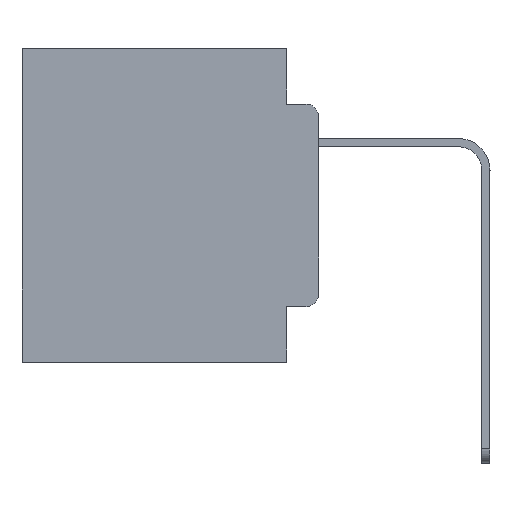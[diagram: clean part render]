
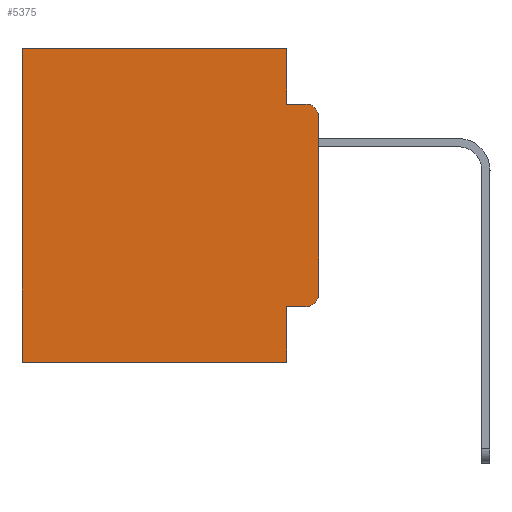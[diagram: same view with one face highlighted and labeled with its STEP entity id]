
A CAD part, left-side view. The second image highlights one B-rep face of the part: STEP entity #5375.
In plain terms, the highlighted planar face has unit normal (-1, 0, 0).
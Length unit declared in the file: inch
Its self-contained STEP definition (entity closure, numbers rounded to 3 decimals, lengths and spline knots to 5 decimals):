
#388 = ORIENTED_EDGE ( 'NONE', *, *, #21012, .F. ) ;
#700 = CARTESIAN_POINT ( 'NONE',  ( 0.298, 0.051, 0. ) ) ;
#750 = VECTOR ( 'NONE', #4277, 39.37008 ) ;
#829 = VECTOR ( 'NONE', #3965, 39.37008 ) ;
#964 = CARTESIAN_POINT ( 'NONE',  ( 0.298, 0.02, -0.0885 ) ) ;
#1312 = VERTEX_POINT ( 'NONE', #6747 ) ;
#1444 = CARTESIAN_POINT ( 'NONE',  ( 0.298, 0.051, -0.5 ) ) ;
#1493 = CARTESIAN_POINT ( 'NONE',  ( 0.298, 0., 0. ) ) ;
#1666 = CARTESIAN_POINT ( 'NONE',  ( 0.298, 0., -0.5 ) ) ;
#2502 = DIRECTION ( 'NONE',  ( -1., 0., 0. ) ) ;
#2566 = EDGE_CURVE ( 'NONE', #24840, #9250, #19346, .T. ) ;
#2869 = ORIENTED_EDGE ( 'NONE', *, *, #2900, .T. ) ;
#2900 = EDGE_CURVE ( 'NONE', #1312, #23074, #21788, .T. ) ;
#2927 = DIRECTION ( 'NONE',  ( 0., 0., -1. ) ) ;
#3621 = VERTEX_POINT ( 'NONE', #17401 ) ;
#3647 = DIRECTION ( 'NONE',  ( 0., 1., 0. ) ) ;
#3686 = EDGE_CURVE ( 'NONE', #5487, #24032, #20207, .T. ) ;
#3965 = DIRECTION ( 'NONE',  ( 0., 0., -1. ) ) ;
#4277 = DIRECTION ( 'NONE',  ( 0., -1., 0. ) ) ;
#4297 = ORIENTED_EDGE ( 'NONE', *, *, #5838, .F. ) ;
#4702 = LINE ( 'NONE', #9161, #15182 ) ;
#4954 = ORIENTED_EDGE ( 'NONE', *, *, #25273, .T. ) ;
#5115 = VERTEX_POINT ( 'NONE', #700 ) ;
#5375 = ADVANCED_FACE ( 'NONE', ( #6246 ), #18973, .F. ) ;
#5487 = VERTEX_POINT ( 'NONE', #5793 ) ;
#5793 = CARTESIAN_POINT ( 'NONE',  ( 0.298, 0.051, -0.0885 ) ) ;
#5795 = ORIENTED_EDGE ( 'NONE', *, *, #6616, .T. ) ;
#5838 = EDGE_CURVE ( 'NONE', #3621, #23074, #4702, .T. ) ;
#6246 = FACE_OUTER_BOUND ( 'NONE', #11930, .T. ) ;
#6498 = DIRECTION ( 'NONE',  ( 0., 0., -1. ) ) ;
#6537 = ORIENTED_EDGE ( 'NONE', *, *, #6964, .T. ) ;
#6616 = EDGE_CURVE ( 'NONE', #5115, #23417, #17931, .T. ) ;
#6747 = CARTESIAN_POINT ( 'NONE',  ( 0.298, 0.02, -0.4115 ) ) ;
#6964 = EDGE_CURVE ( 'NONE', #23417, #9250, #16671, .T. ) ;
#7177 = CARTESIAN_POINT ( 'NONE',  ( 0.298, 0.02, -0.1085 ) ) ;
#7598 = DIRECTION ( 'NONE',  ( 0., -1., 0. ) ) ;
#9048 = CARTESIAN_POINT ( 'NONE',  ( 0.298, 0.473, 0. ) ) ;
#9161 = CARTESIAN_POINT ( 'NONE',  ( 0.298, 0., 0. ) ) ;
#9250 = VERTEX_POINT ( 'NONE', #21748 ) ;
#10316 = CARTESIAN_POINT ( 'NONE',  ( 0.298, 0.473, 0. ) ) ;
#10438 = AXIS2_PLACEMENT_3D ( 'NONE', #19147, #22908, #21113 ) ;
#10859 = LINE ( 'NONE', #13698, #22521 ) ;
#11237 = AXIS2_PLACEMENT_3D ( 'NONE', #7177, #20767, #2927 ) ;
#11714 = VERTEX_POINT ( 'NONE', #21326 ) ;
#11853 = EDGE_CURVE ( 'NONE', #11714, #1312, #24470, .T. ) ;
#11930 = EDGE_LOOP ( 'NONE', ( #4297, #4954, #12965, #20174, #5795, #6537, #22566, #388, #19307, #2869 ) ) ;
#12965 = ORIENTED_EDGE ( 'NONE', *, *, #3686, .F. ) ;
#13187 = AXIS2_PLACEMENT_3D ( 'NONE', #16422, #2502, #6498 ) ;
#13467 = CARTESIAN_POINT ( 'NONE',  ( 0.298, 0.051, -0.0885 ) ) ;
#13698 = CARTESIAN_POINT ( 'NONE',  ( 0.298, 0.051, 0. ) ) ;
#15182 = VECTOR ( 'NONE', #20582, 39.37008 ) ;
#15298 = EDGE_CURVE ( 'NONE', #5115, #5487, #10859, .T. ) ;
#15558 = DIRECTION ( 'NONE',  ( 0., 1., 0. ) ) ;
#16036 = VECTOR ( 'NONE', #24029, 39.37008 ) ;
#16073 = CARTESIAN_POINT ( 'NONE',  ( 0.298, 0.051, -0.4115 ) ) ;
#16422 = CARTESIAN_POINT ( 'NONE',  ( 0.298, 0.02, -0.3915 ) ) ;
#16671 = LINE ( 'NONE', #10316, #16036 ) ;
#17196 = LINE ( 'NONE', #25488, #829 ) ;
#17307 = VECTOR ( 'NONE', #3647, 39.37008 ) ;
#17392 = CARTESIAN_POINT ( 'NONE',  ( 0.298, 0., -0.3915 ) ) ;
#17401 = CARTESIAN_POINT ( 'NONE',  ( 0.298, 0., -0.1085 ) ) ;
#17931 = LINE ( 'NONE', #1493, #17307 ) ;
#18973 = PLANE ( 'NONE',  #10438 ) ;
#19147 = CARTESIAN_POINT ( 'NONE',  ( 0.298, 0., 0. ) ) ;
#19307 = ORIENTED_EDGE ( 'NONE', *, *, #11853, .T. ) ;
#19346 = LINE ( 'NONE', #1666, #20259 ) ;
#19879 = VECTOR ( 'NONE', #7598, 39.37008 ) ;
#20174 = ORIENTED_EDGE ( 'NONE', *, *, #15298, .F. ) ;
#20207 = LINE ( 'NONE', #13467, #19879 ) ;
#20259 = VECTOR ( 'NONE', #15558, 39.37008 ) ;
#20582 = DIRECTION ( 'NONE',  ( 0., 0., -1. ) ) ;
#20767 = DIRECTION ( 'NONE',  ( -1., 0., 0. ) ) ;
#21012 = EDGE_CURVE ( 'NONE', #11714, #24840, #17196, .T. ) ;
#21113 = DIRECTION ( 'NONE',  ( 0., 0., -1. ) ) ;
#21284 = CIRCLE ( 'NONE', #11237, 0.02 ) ;
#21326 = CARTESIAN_POINT ( 'NONE',  ( 0.298, 0.051, -0.4115 ) ) ;
#21576 = DIRECTION ( 'NONE',  ( 0., 0., -1. ) ) ;
#21748 = CARTESIAN_POINT ( 'NONE',  ( 0.298, 0.473, -0.5 ) ) ;
#21788 = CIRCLE ( 'NONE', #13187, 0.02 ) ;
#22521 = VECTOR ( 'NONE', #21576, 39.37008 ) ;
#22566 = ORIENTED_EDGE ( 'NONE', *, *, #2566, .F. ) ;
#22908 = DIRECTION ( 'NONE',  ( 1., 0., 0. ) ) ;
#23074 = VERTEX_POINT ( 'NONE', #17392 ) ;
#23417 = VERTEX_POINT ( 'NONE', #9048 ) ;
#24029 = DIRECTION ( 'NONE',  ( 0., 0., -1. ) ) ;
#24032 = VERTEX_POINT ( 'NONE', #964 ) ;
#24470 = LINE ( 'NONE', #16073, #750 ) ;
#24840 = VERTEX_POINT ( 'NONE', #1444 ) ;
#25273 = EDGE_CURVE ( 'NONE', #3621, #24032, #21284, .T. ) ;
#25488 = CARTESIAN_POINT ( 'NONE',  ( 0.298, 0.051, 0. ) ) ;
